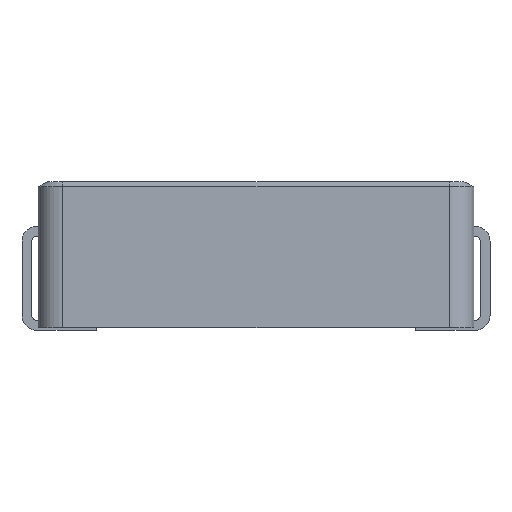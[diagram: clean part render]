
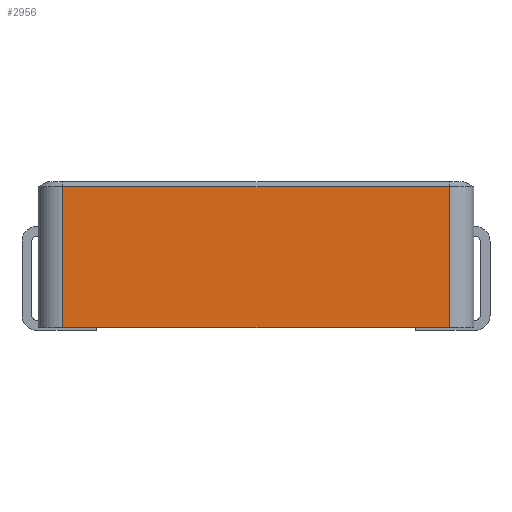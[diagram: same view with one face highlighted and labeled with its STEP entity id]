
A CAD part, front view. The second image highlights one B-rep face of the part: STEP entity #2956.
In plain terms, the highlighted planar face has unit normal (0, -1, 0).
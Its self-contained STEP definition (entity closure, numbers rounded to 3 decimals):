
#579=ORIENTED_EDGE('',*,*,#1402,.T.);
#580=ORIENTED_EDGE('',*,*,#1403,.T.);
#581=ORIENTED_EDGE('',*,*,#1404,.T.);
#582=ORIENTED_EDGE('',*,*,#1377,.T.);
#1377=EDGE_CURVE('',#1801,#1800,#2007,.T.);
#1402=EDGE_CURVE('',#1800,#1821,#2029,.F.);
#1403=EDGE_CURVE('',#1821,#1822,#2030,.T.);
#1404=EDGE_CURVE('',#1822,#1801,#2031,.T.);
#1800=VERTEX_POINT('',#6095);
#1801=VERTEX_POINT('',#6097);
#1821=VERTEX_POINT('',#6145);
#1822=VERTEX_POINT('',#6147);
#2007=LINE('',#6096,#2213);
#2029=LINE('',#6144,#2235);
#2030=LINE('',#6146,#2236);
#2031=LINE('',#6148,#2237);
#2213=VECTOR('',#4603,1000.);
#2235=VECTOR('',#4637,1000.);
#2236=VECTOR('',#4638,1000.);
#2237=VECTOR('',#4639,1000.);
#2404=EDGE_LOOP('',(#579,#580,#581,#582));
#2622=FACE_BOUND('',#2404,.T.);
#2813=PLANE('',#4313);
#2956=ADVANCED_FACE('',(#2622),#2813,.F.);
#4313=AXIS2_PLACEMENT_3D('',#6143,#4635,#4636);
#4603=DIRECTION('',(1.,0.,0.));
#4635=DIRECTION('',(0.,1.,0.));
#4636=DIRECTION('',(-1.,0.,0.));
#4637=DIRECTION('',(0.,0.,-1.));
#4638=DIRECTION('',(-1.,0.,0.));
#4639=DIRECTION('',(0.,0.,-1.));
#6095=CARTESIAN_POINT('',(3.9,-4.1,0.));
#6096=CARTESIAN_POINT('',(-4.4,-4.1,0.));
#6097=CARTESIAN_POINT('',(-3.9,-4.1,0.));
#6143=CARTESIAN_POINT('',(-4.4,-4.1,2.95));
#6144=CARTESIAN_POINT('',(3.9,-4.1,2.95));
#6145=CARTESIAN_POINT('',(3.9,-4.1,2.85));
#6146=CARTESIAN_POINT('',(-3.9,-4.1,2.85));
#6147=CARTESIAN_POINT('',(-3.9,-4.1,2.85));
#6148=CARTESIAN_POINT('',(-3.9,-4.1,2.95));
